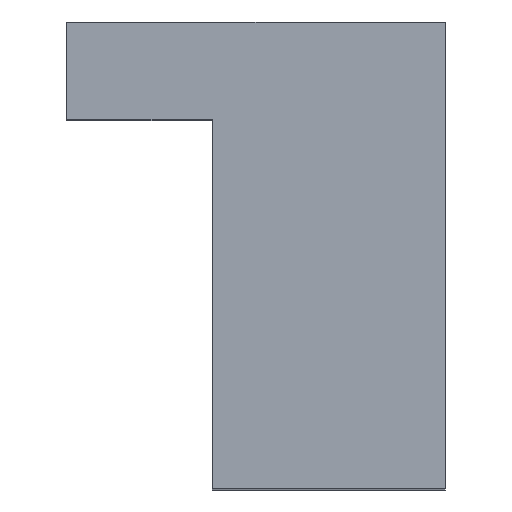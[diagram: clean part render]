
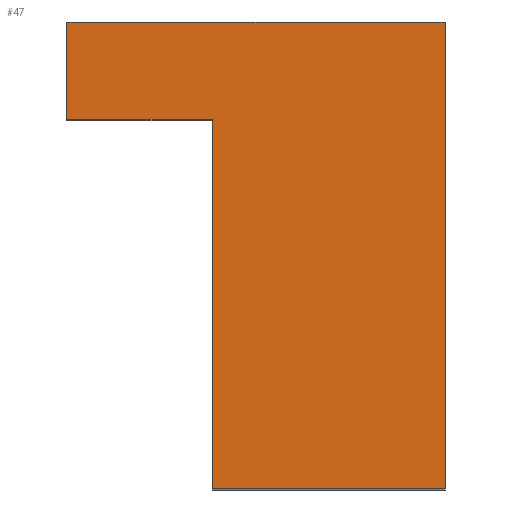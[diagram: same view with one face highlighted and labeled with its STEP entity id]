
A CAD part, top view. The second image highlights one B-rep face of the part: STEP entity #47.
In plain terms, the highlighted planar face has unit normal (0, 0, 1).
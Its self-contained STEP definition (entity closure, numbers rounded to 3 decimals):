
#6 = EDGE_CURVE ( 'NONE', #1076, #672, #516, .T. ) ;
#26 = CARTESIAN_POINT ( 'NONE',  ( 94.3, 0., 26.25 ) ) ;
#41 = EDGE_LOOP ( 'NONE', ( #1089, #334, #983, #826, #425, #1412 ) ) ;
#47 = ADVANCED_FACE ( 'NONE', ( #176 ), #186, .T. ) ;
#173 = VERTEX_POINT ( 'NONE', #1341 ) ;
#176 = FACE_OUTER_BOUND ( 'NONE', #41, .T. ) ;
#186 = PLANE ( 'NONE',  #656 ) ;
#189 = LINE ( 'NONE', #616, #252 ) ;
#252 = VECTOR ( 'NONE', #1182, 1000. ) ;
#278 = VERTEX_POINT ( 'NONE', #807 ) ;
#301 = DIRECTION ( 'NONE',  ( 1., 0., 0. ) ) ;
#334 = ORIENTED_EDGE ( 'NONE', *, *, #1181, .F. ) ;
#347 = EDGE_CURVE ( 'NONE', #278, #1389, #423, .T. ) ;
#414 = VERTEX_POINT ( 'NONE', #1090 ) ;
#423 = LINE ( 'NONE', #1401, #1438 ) ;
#425 = ORIENTED_EDGE ( 'NONE', *, *, #1255, .T. ) ;
#435 = LINE ( 'NONE', #970, #444 ) ;
#444 = VECTOR ( 'NONE', #301, 1000. ) ;
#446 = VECTOR ( 'NONE', #883, 1000. ) ;
#516 = LINE ( 'NONE', #955, #446 ) ;
#529 = EDGE_CURVE ( 'NONE', #173, #672, #1123, .T. ) ;
#571 = DIRECTION ( 'NONE',  ( 0., 1., 0. ) ) ;
#616 = CARTESIAN_POINT ( 'NONE',  ( 94.3, 0., 26.25 ) ) ;
#638 = CARTESIAN_POINT ( 'NONE',  ( 0., -24., 26.25 ) ) ;
#656 = AXIS2_PLACEMENT_3D ( 'NONE', #638, #1084, #1009 ) ;
#672 = VERTEX_POINT ( 'NONE', #1031 ) ;
#734 = LINE ( 'NONE', #1091, #1446 ) ;
#791 = EDGE_CURVE ( 'NONE', #1389, #414, #189, .T. ) ;
#796 = CARTESIAN_POINT ( 'NONE',  ( 74.8, -5., 26.25 ) ) ;
#807 = CARTESIAN_POINT ( 'NONE',  ( 74.8, 0., 26.25 ) ) ;
#826 = ORIENTED_EDGE ( 'NONE', *, *, #529, .F. ) ;
#866 = DIRECTION ( 'NONE',  ( 1., 0., 0. ) ) ;
#883 = DIRECTION ( 'NONE',  ( 1., 0., 0. ) ) ;
#955 = CARTESIAN_POINT ( 'NONE',  ( 74.8, -5., 26.25 ) ) ;
#970 = CARTESIAN_POINT ( 'NONE',  ( 0., -24., 26.25 ) ) ;
#979 = DIRECTION ( 'NONE',  ( 0., 1., 0. ) ) ;
#983 = ORIENTED_EDGE ( 'NONE', *, *, #6, .T. ) ;
#1009 = DIRECTION ( 'NONE',  ( 1., 0., 0. ) ) ;
#1031 = CARTESIAN_POINT ( 'NONE',  ( 82.3, -5., 26.25 ) ) ;
#1076 = VERTEX_POINT ( 'NONE', #796 ) ;
#1084 = DIRECTION ( 'NONE',  ( 0., 0., 1. ) ) ;
#1089 = ORIENTED_EDGE ( 'NONE', *, *, #347, .F. ) ;
#1090 = CARTESIAN_POINT ( 'NONE',  ( 94.3, -24., 26.25 ) ) ;
#1091 = CARTESIAN_POINT ( 'NONE',  ( 74.8, 0., 26.25 ) ) ;
#1123 = LINE ( 'NONE', #1435, #1424 ) ;
#1181 = EDGE_CURVE ( 'NONE', #1076, #278, #734, .T. ) ;
#1182 = DIRECTION ( 'NONE',  ( 0., -1., 0. ) ) ;
#1255 = EDGE_CURVE ( 'NONE', #173, #414, #435, .T. ) ;
#1341 = CARTESIAN_POINT ( 'NONE',  ( 82.3, -24., 26.25 ) ) ;
#1389 = VERTEX_POINT ( 'NONE', #26 ) ;
#1401 = CARTESIAN_POINT ( 'NONE',  ( 0., 0., 26.25 ) ) ;
#1412 = ORIENTED_EDGE ( 'NONE', *, *, #791, .F. ) ;
#1424 = VECTOR ( 'NONE', #571, 1000. ) ;
#1435 = CARTESIAN_POINT ( 'NONE',  ( 82.3, -24., 26.25 ) ) ;
#1438 = VECTOR ( 'NONE', #866, 1000. ) ;
#1446 = VECTOR ( 'NONE', #979, 1000. ) ;
